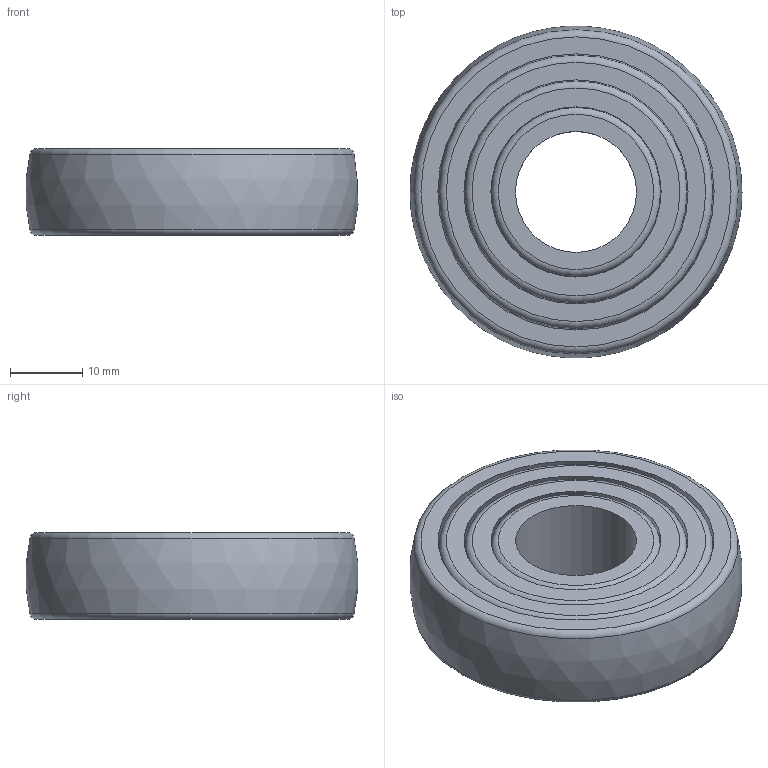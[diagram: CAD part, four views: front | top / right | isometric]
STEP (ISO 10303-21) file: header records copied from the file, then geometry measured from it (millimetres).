
FILE_DESCRIPTION(/* description */ (''),/* implementation_level */ '2;1');
FILE_NAME(/* name */ 'giro v2.step',/* time_stamp */ '2023-02-23T18:49:07+01:00',/* author */ (''),/* organization */ (''),/* preprocessor_version */ 'ST-DEVELOPER v19.2',/* originating_system */ 'Autodesk Translation Framework v11.17.0.187',/* authorisation */ '');
FILE_SCHEMA (('AUTOMOTIVE_DESIGN { 1 0 10303 214 3 1 1 }'));
Length unit declared in the file: millimetre
Products named in the file (1): giro
Bounding box: 45.87 x 45.8 x 12 mm (x, y, z)
Volume: 15301.4 mm3; surface area: 12032.1 mm2
Topology: 4 solids, 4 shells, 24 faces, 40 edges, 24 vertices
Faces by surface type: plane 8, torus 8, sphere 6, cylinder 1, bspline 1
Full cylindrical faces by diameter (mm): 16.715 x1
Entity records: 647 total; most frequent: DIRECTION 127, CARTESIAN_POINT 115, ORIENTED_EDGE 80, AXIS2_PLACEMENT_3D 63, EDGE_CURVE 40, CIRCLE 39, EDGE_LOOP 32, FACE_OUTER_BOUND 24
